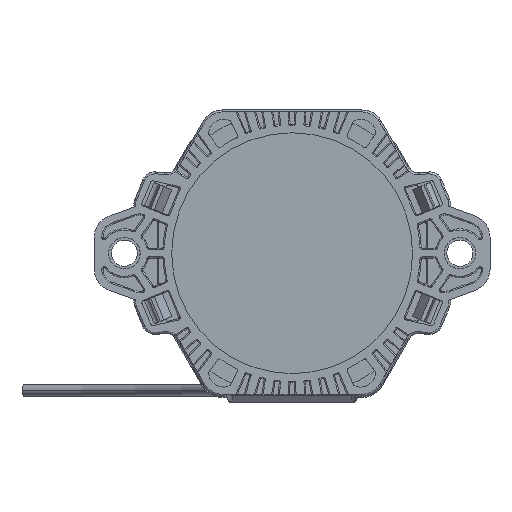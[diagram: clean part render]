
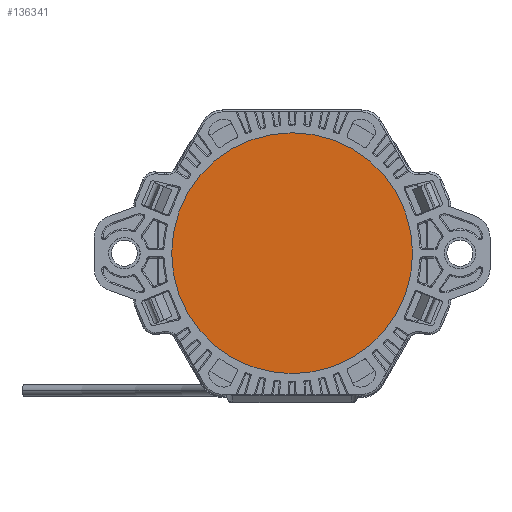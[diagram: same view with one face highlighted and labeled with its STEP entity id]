
A CAD part, front view. The second image highlights one B-rep face of the part: STEP entity #136341.
In plain terms, the highlighted planar face has unit normal (0, -1, 0).
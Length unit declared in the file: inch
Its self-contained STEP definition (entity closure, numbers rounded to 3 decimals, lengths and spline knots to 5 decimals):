
#514 = EDGE_CURVE ( 'NONE', #104957, #63811, #44242, .T. ) ;
#912 = DIRECTION ( 'NONE',  ( 0., 0., -1. ) ) ;
#4186 = DIRECTION ( 'NONE',  ( 0., 0., -1. ) ) ;
#11377 = PLANE ( 'NONE',  #69730 ) ;
#15052 = EDGE_LOOP ( 'NONE', ( #32939, #83025 ) ) ;
#32939 = ORIENTED_EDGE ( 'NONE', *, *, #514, .T. ) ;
#44242 = CIRCLE ( 'NONE', #50792, 0.965 ) ;
#50792 = AXIS2_PLACEMENT_3D ( 'NONE', #133811, #68886, #4186 ) ;
#59784 = CARTESIAN_POINT ( 'NONE',  ( 0., -1.43901, 0. ) ) ;
#63811 = VERTEX_POINT ( 'NONE', #136300 ) ;
#65606 = DIRECTION ( 'NONE',  ( 0., -1., 0. ) ) ;
#68886 = DIRECTION ( 'NONE',  ( 0., -1., 0. ) ) ;
#69730 = AXIS2_PLACEMENT_3D ( 'NONE', #130559, #65606, #912 ) ;
#70664 = DIRECTION ( 'NONE',  ( 0., 0., -1. ) ) ;
#76043 = CARTESIAN_POINT ( 'NONE',  ( 0., -1.43901, -0.965 ) ) ;
#78313 = AXIS2_PLACEMENT_3D ( 'NONE', #59784, #135606, #70664 ) ;
#83025 = ORIENTED_EDGE ( 'NONE', *, *, #119857, .T. ) ;
#89407 = FACE_OUTER_BOUND ( 'NONE', #15052, .T. ) ;
#104957 = VERTEX_POINT ( 'NONE', #76043 ) ;
#106332 = CIRCLE ( 'NONE', #78313, 0.965 ) ;
#119857 = EDGE_CURVE ( 'NONE', #63811, #104957, #106332, .T. ) ;
#130559 = CARTESIAN_POINT ( 'NONE',  ( 0.965, -1.43901, 0. ) ) ;
#133811 = CARTESIAN_POINT ( 'NONE',  ( 0., -1.43901, 0. ) ) ;
#135606 = DIRECTION ( 'NONE',  ( 0., -1., 0. ) ) ;
#136300 = CARTESIAN_POINT ( 'NONE',  ( 0., -1.43901, 0.965 ) ) ;
#136341 = ADVANCED_FACE ( 'NONE', ( #89407 ), #11377, .T. ) ;
